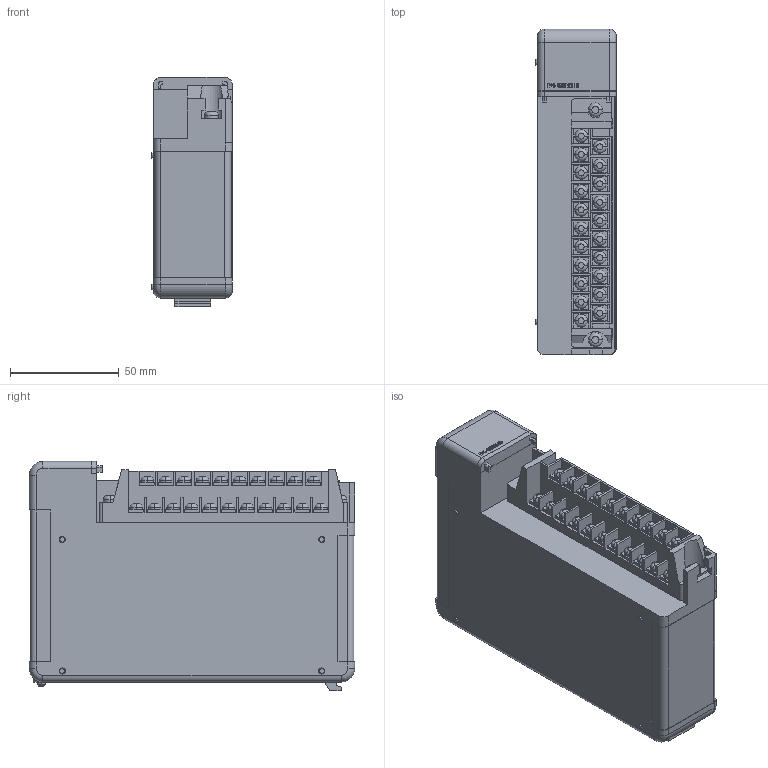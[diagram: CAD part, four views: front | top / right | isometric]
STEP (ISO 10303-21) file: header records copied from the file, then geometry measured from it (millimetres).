
FILE_DESCRIPTION (( 'STEP AP214' ), '1' );
FILE_NAME ('F4-08RTD.step', '2014-09-23T18:06:57', ( '' ), ( '' ), 'SwSTEP 2.0', 'SolidWorks 2014', '' );
FILE_SCHEMA (( 'AUTOMOTIVE_DESIGN' ));
Length unit declared in the file: inch
Products named in the file (1): F4-08RTD
Bounding box: 36.96 x 149.99 x 105.56 mm (x, y, z)
Volume: 450851.4 mm3; surface area: 56016.6 mm2
Topology: 14 solids, 14 shells, 605 faces, 1507 edges, 984 vertices
Faces by surface type: plane 416, cylinder 86, torus 54, bspline 39, cone 10
Entity records: 24796 total; most frequent: CARTESIAN_POINT 5458, ORIENTED_EDGE 3014, DIRECTION 2844, EDGE_CURVE 1507, LINE 1134, VECTOR 1134, VERTEX_POINT 984, AXIS2_PLACEMENT_3D 855
